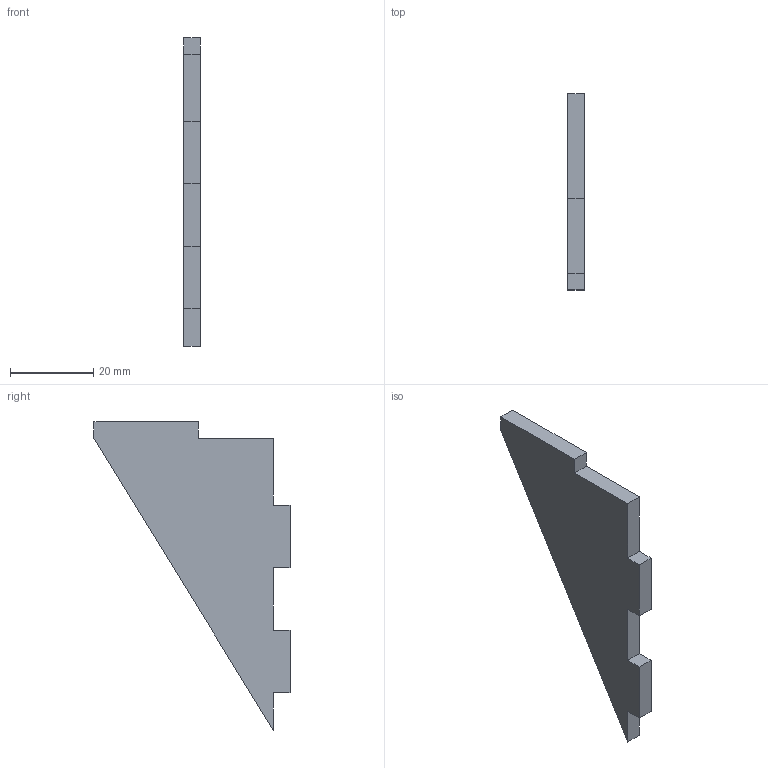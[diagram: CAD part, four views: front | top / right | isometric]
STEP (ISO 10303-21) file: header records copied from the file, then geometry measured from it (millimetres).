
FILE_DESCRIPTION (( 'STEP AP203' ), '1' );
FILE_NAME ('008_Motor_Holder_part2_SR_v01.STEP', '2022-01-03T16:46:06', ( '' ), ( '' ), 'SwSTEP 2.0', 'SolidWorks 2018', '' );
FILE_SCHEMA (( 'CONFIG_CONTROL_DESIGN' ));
Length unit declared in the file: millimetre
Products named in the file (1): 008_Motor_Holder_part2_SR_v01
Bounding box: 4 x 47 x 74 mm (x, y, z)
Volume: 6900 mm3; surface area: 4326.6 mm2
Topology: 1 solids, 1 shells, 16 faces, 42 edges, 28 vertices
Faces by surface type: plane 16
Entity records: 563 total; most frequent: CARTESIAN_POINT 87, ORIENTED_EDGE 84, DIRECTION 76, EDGE_CURVE 42, VECTOR 42, LINE 42, VERTEX_POINT 28, AXIS2_PLACEMENT_3D 17
